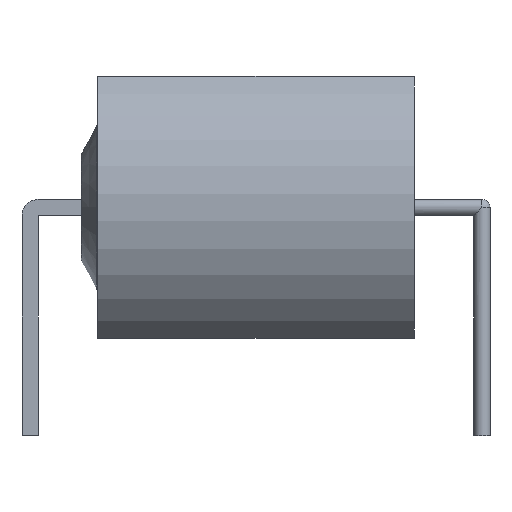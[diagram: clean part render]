
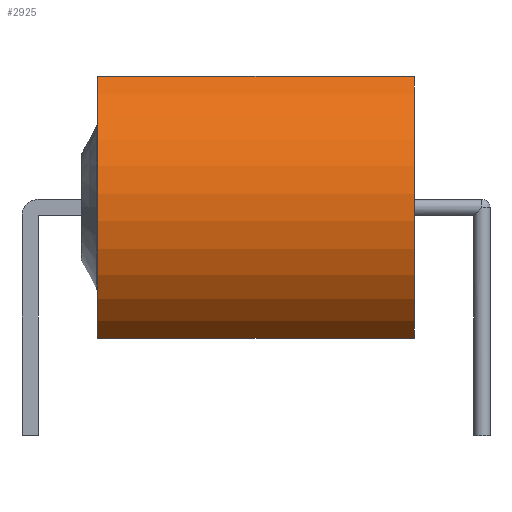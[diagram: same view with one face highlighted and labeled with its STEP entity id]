
A CAD part, front view. The second image highlights one B-rep face of the part: STEP entity #2925.
In plain terms, the highlighted cylindrical face has radius 4.95 mm (diameter 9.9 mm), a partial arc.
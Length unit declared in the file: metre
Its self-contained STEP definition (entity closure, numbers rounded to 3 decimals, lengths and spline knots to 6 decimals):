
#72=CYLINDRICAL_SURFACE('',#3232,0.00495);
#122=LINE('',#4404,#423);
#123=LINE('',#4406,#424);
#423=VECTOR('',#3530,1.);
#424=VECTOR('',#3531,1.);
#728=ORIENTED_EDGE('',*,*,#1592,.T.);
#729=ORIENTED_EDGE('',*,*,#1588,.F.);
#730=ORIENTED_EDGE('',*,*,#1593,.T.);
#731=ORIENTED_EDGE('',*,*,#1594,.F.);
#1588=EDGE_CURVE('',#2020,#2021,#2309,.T.);
#1592=EDGE_CURVE('',#2024,#2021,#122,.T.);
#1593=EDGE_CURVE('',#2020,#2025,#123,.T.);
#1594=EDGE_CURVE('',#2024,#2025,#2311,.T.);
#2020=VERTEX_POINT('',#4396);
#2021=VERTEX_POINT('',#4397);
#2024=VERTEX_POINT('',#4405);
#2025=VERTEX_POINT('',#4407);
#2309=CIRCLE('',#3230,0.00495);
#2311=CIRCLE('',#3233,0.00495);
#2403=EDGE_LOOP('',(#728,#729,#730,#731));
#2600=FACE_BOUND('',#2403,.T.);
#2925=ADVANCED_FACE('',(#2600),#72,.T.);
#3230=AXIS2_PLACEMENT_3D('',#4395,#3522,#3523);
#3232=AXIS2_PLACEMENT_3D('',#4403,#3528,#3529);
#3233=AXIS2_PLACEMENT_3D('',#4408,#3532,#3533);
#3522=DIRECTION('',(1.,0.,0.));
#3523=DIRECTION('',(0.,0.,-1.));
#3528=DIRECTION('',(1.,0.,0.));
#3529=DIRECTION('',(0.,0.575,-0.818));
#3530=DIRECTION('',(1.,0.,0.));
#3531=DIRECTION('',(-1.,0.,0.));
#3532=DIRECTION('',(-1.,0.,0.));
#3533=DIRECTION('',(0.,0.,-1.));
#4395=CARTESIAN_POINT('',(0.0049,0.,0.00405));
#4396=CARTESIAN_POINT('',(0.0049,-0.002846,0.0081));
#4397=CARTESIAN_POINT('',(0.0049,-0.002846,0.));
#4403=CARTESIAN_POINT('',(0.,0.,0.00405));
#4404=CARTESIAN_POINT('',(0.,-0.002846,0.));
#4405=CARTESIAN_POINT('',(-0.0049,-0.002846,0.));
#4406=CARTESIAN_POINT('',(0.,-0.002846,0.0081));
#4407=CARTESIAN_POINT('',(-0.0049,-0.002846,0.0081));
#4408=CARTESIAN_POINT('',(-0.0049,0.,0.00405));
